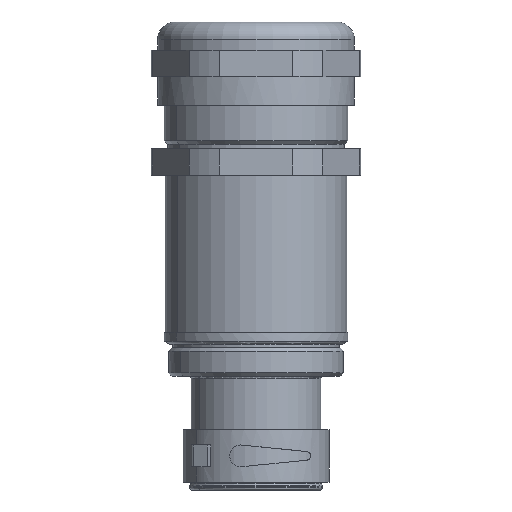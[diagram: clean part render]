
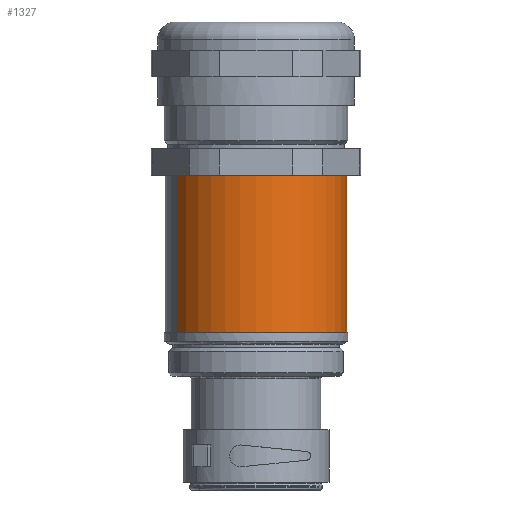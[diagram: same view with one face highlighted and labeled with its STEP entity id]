
A CAD part, front view. The second image highlights one B-rep face of the part: STEP entity #1327.
In plain terms, the highlighted cylindrical face has radius 20.75 mm (diameter 41.5 mm), a partial arc.
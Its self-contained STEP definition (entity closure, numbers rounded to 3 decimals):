
#1029=AXIS2_PLACEMENT_3D('Circle Axis2P3D',#1027,#1028,$) ;
#1300=AXIS2_PLACEMENT_3D('Cylinder Axis2P3D',#1297,#1298,#1299) ;
#1311=AXIS2_PLACEMENT_3D('Circle Axis2P3D',#1309,#1310,$) ;
#1027=CARTESIAN_POINT('Axis2P3D Location',(24.,22.5,72.)) ;
#1031=CARTESIAN_POINT('Vertex',(41.97,32.875,72.)) ;
#1033=CARTESIAN_POINT('Vertex',(6.03,12.125,72.)) ;
#1297=CARTESIAN_POINT('Axis2P3D Location',(24.,22.5,54.)) ;
#1302=CARTESIAN_POINT('Line Origine',(6.03,12.125,54.)) ;
#1306=CARTESIAN_POINT('Vertex',(6.03,12.125,36.)) ;
#1309=CARTESIAN_POINT('Axis2P3D Location',(24.,22.5,36.)) ;
#1313=CARTESIAN_POINT('Vertex',(41.97,32.875,36.)) ;
#1316=CARTESIAN_POINT('Line Origine',(41.97,32.875,54.)) ;
#1028=DIRECTION('Axis2P3D Direction',(0.,0.,-1.)) ;
#1298=DIRECTION('Axis2P3D Direction',(0.,0.,-1.)) ;
#1299=DIRECTION('Axis2P3D XDirection',(0.866,0.5,0.)) ;
#1303=DIRECTION('Vector Direction',(0.,0.,-1.)) ;
#1310=DIRECTION('Axis2P3D Direction',(0.,0.,-1.)) ;
#1317=DIRECTION('Vector Direction',(0.,0.,-1.)) ;
#1304=VECTOR('Line Direction',#1303,1.) ;
#1318=VECTOR('Line Direction',#1317,1.) ;
#1322=ORIENTED_EDGE('',*,*,#1308,.T.) ;
#1323=ORIENTED_EDGE('',*,*,#1315,.F.) ;
#1324=ORIENTED_EDGE('',*,*,#1320,.T.) ;
#1325=ORIENTED_EDGE('',*,*,#1035,.T.) ;
#1327=ADVANCED_FACE('Hauptk\X2\00F6\X0\rper',(#1326),#1301,.T.) ;
#1030=CIRCLE('generated circle',#1029,20.75) ;
#1312=CIRCLE('generated circle',#1311,20.75) ;
#1301=CYLINDRICAL_SURFACE('generated cylinder',#1300,20.75) ;
#1035=EDGE_CURVE('',#1032,#1034,#1030,.T.) ;
#1308=EDGE_CURVE('',#1034,#1307,#1305,.T.) ;
#1315=EDGE_CURVE('',#1314,#1307,#1312,.T.) ;
#1320=EDGE_CURVE('',#1314,#1032,#1319,.F.) ;
#1321=EDGE_LOOP('',(#1322,#1323,#1324,#1325)) ;
#1326=FACE_OUTER_BOUND('',#1321,.T.) ;
#1305=LINE('Line',#1302,#1304) ;
#1319=LINE('Line',#1316,#1318) ;
#1032=VERTEX_POINT('',#1031) ;
#1034=VERTEX_POINT('',#1033) ;
#1307=VERTEX_POINT('',#1306) ;
#1314=VERTEX_POINT('',#1313) ;
